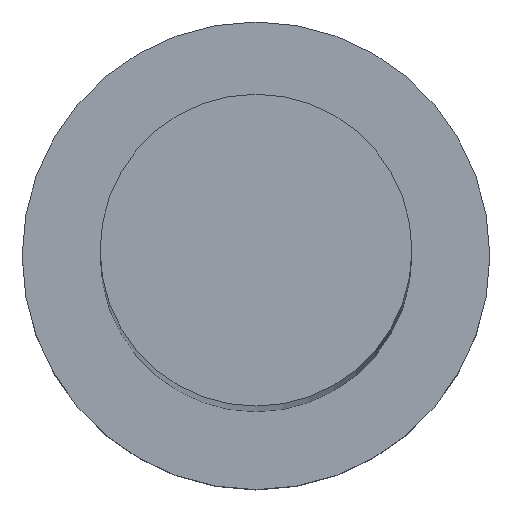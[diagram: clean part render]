
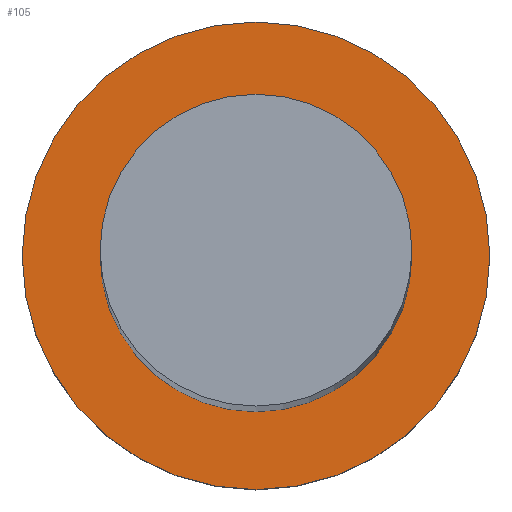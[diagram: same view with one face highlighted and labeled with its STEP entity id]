
A CAD part, top view. The second image highlights one B-rep face of the part: STEP entity #105.
In plain terms, the highlighted planar face has unit normal (0, 0, 1).
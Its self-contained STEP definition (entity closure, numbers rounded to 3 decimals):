
#3 = ORIENTED_EDGE ( 'NONE', *, *, #62, .F. ) ;
#9 = DIRECTION ( 'NONE',  ( 1., 0., 0. ) ) ;
#10 = DIRECTION ( 'NONE',  ( 1., 0., 0. ) ) ;
#12 = CIRCLE ( 'NONE', #248, 6. ) ;
#30 = PLANE ( 'NONE',  #148 ) ;
#31 = DIRECTION ( 'NONE',  ( 0., 0., 1. ) ) ;
#36 = DIRECTION ( 'NONE',  ( 0., 0., 1. ) ) ;
#49 = CARTESIAN_POINT ( 'NONE',  ( -9., 0., 7. ) ) ;
#53 = CARTESIAN_POINT ( 'NONE',  ( 0., 0., 7. ) ) ;
#58 = AXIS2_PLACEMENT_3D ( 'NONE', #196, #89, #170 ) ;
#62 = EDGE_CURVE ( 'NONE', #98, #186, #202, .T. ) ;
#64 = ORIENTED_EDGE ( 'NONE', *, *, #180, .T. ) ;
#65 = FACE_BOUND ( 'NONE', #204, .T. ) ;
#67 = CIRCLE ( 'NONE', #58, 9. ) ;
#84 = ORIENTED_EDGE ( 'NONE', *, *, #203, .F. ) ;
#89 = DIRECTION ( 'NONE',  ( 0., 0., 1. ) ) ;
#98 = VERTEX_POINT ( 'NONE', #124 ) ;
#103 = CIRCLE ( 'NONE', #221, 9. ) ;
#105 = ADVANCED_FACE ( 'NONE', ( #65, #160 ), #30, .T. ) ;
#124 = CARTESIAN_POINT ( 'NONE',  ( -6., 0., 7. ) ) ;
#138 = ORIENTED_EDGE ( 'NONE', *, *, #142, .T. ) ;
#139 = EDGE_LOOP ( 'NONE', ( #64, #138 ) ) ;
#142 = EDGE_CURVE ( 'NONE', #184, #230, #67, .T. ) ;
#148 = AXIS2_PLACEMENT_3D ( 'NONE', #188, #31, #9 ) ;
#160 = FACE_OUTER_BOUND ( 'NONE', #139, .T. ) ;
#163 = DIRECTION ( 'NONE',  ( 0., 0., 1. ) ) ;
#169 = DIRECTION ( 'NONE',  ( 0., 0., 1. ) ) ;
#170 = DIRECTION ( 'NONE',  ( 1., 0., 0. ) ) ;
#180 = EDGE_CURVE ( 'NONE', #230, #184, #103, .T. ) ;
#183 = AXIS2_PLACEMENT_3D ( 'NONE', #229, #163, #244 ) ;
#184 = VERTEX_POINT ( 'NONE', #236 ) ;
#186 = VERTEX_POINT ( 'NONE', #249 ) ;
#188 = CARTESIAN_POINT ( 'NONE',  ( 0., 0., 7. ) ) ;
#192 = DIRECTION ( 'NONE',  ( 1., 0., 0. ) ) ;
#196 = CARTESIAN_POINT ( 'NONE',  ( 0., 0., 7. ) ) ;
#202 = CIRCLE ( 'NONE', #183, 6. ) ;
#203 = EDGE_CURVE ( 'NONE', #186, #98, #12, .T. ) ;
#204 = EDGE_LOOP ( 'NONE', ( #3, #84 ) ) ;
#213 = CARTESIAN_POINT ( 'NONE',  ( 0., 0., 7. ) ) ;
#221 = AXIS2_PLACEMENT_3D ( 'NONE', #213, #169, #192 ) ;
#229 = CARTESIAN_POINT ( 'NONE',  ( 0., 0., 7. ) ) ;
#230 = VERTEX_POINT ( 'NONE', #49 ) ;
#236 = CARTESIAN_POINT ( 'NONE',  ( 9., 0., 7. ) ) ;
#244 = DIRECTION ( 'NONE',  ( 1., 0., 0. ) ) ;
#248 = AXIS2_PLACEMENT_3D ( 'NONE', #53, #36, #10 ) ;
#249 = CARTESIAN_POINT ( 'NONE',  ( 6., 0., 7. ) ) ;
